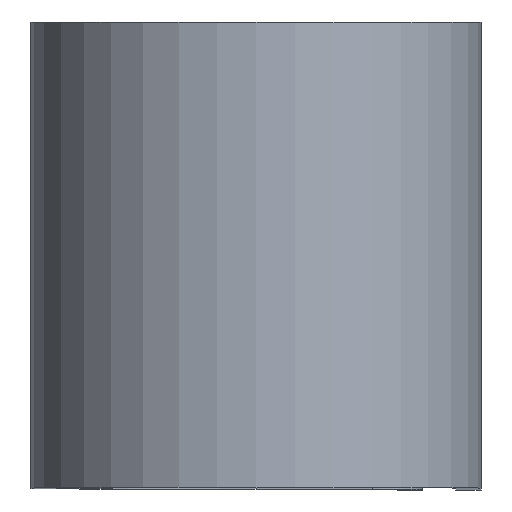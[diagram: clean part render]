
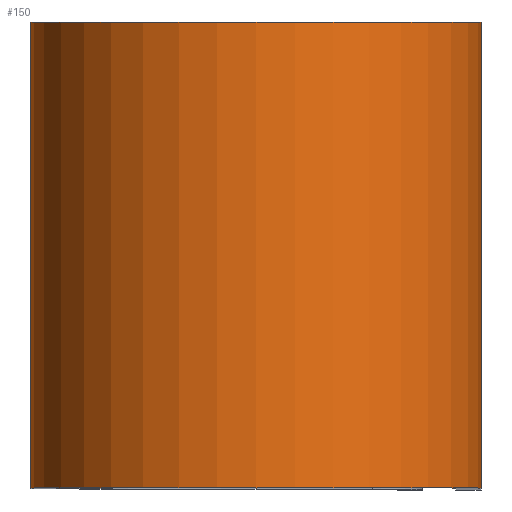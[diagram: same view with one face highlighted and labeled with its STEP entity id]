
A CAD part, top view. The second image highlights one B-rep face of the part: STEP entity #150.
In plain terms, the highlighted cylindrical face has radius 10.744 mm (diameter 21.488 mm), a partial arc.
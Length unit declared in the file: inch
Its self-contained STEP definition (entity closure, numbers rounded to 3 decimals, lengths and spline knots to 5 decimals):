
#95 = VERTEX_POINT ( 'NONE', #432 ) ;
#141 = VECTOR ( 'NONE', #327, 39.37008 ) ;
#150 = ADVANCED_FACE ( 'NONE', ( #385 ), #713, .T. ) ;
#189 = CARTESIAN_POINT ( 'NONE',  ( -0.423, 0.4375, 0.75 ) ) ;
#191 = DIRECTION ( 'NONE',  ( 0., 1., 0. ) ) ;
#204 = DIRECTION ( 'NONE',  ( 0., 1., 0. ) ) ;
#242 = DIRECTION ( 'NONE',  ( 0., 0., -1. ) ) ;
#255 = LINE ( 'NONE', #378, #416 ) ;
#256 = VERTEX_POINT ( 'NONE', #189 ) ;
#270 = EDGE_CURVE ( 'NONE', #616, #95, #850, .T. ) ;
#277 = EDGE_CURVE ( 'NONE', #256, #616, #829, .T. ) ;
#285 = ORIENTED_EDGE ( 'NONE', *, *, #750, .T. ) ;
#327 = DIRECTION ( 'NONE',  ( 0., -1., 0. ) ) ;
#348 = ORIENTED_EDGE ( 'NONE', *, *, #277, .F. ) ;
#358 = ORIENTED_EDGE ( 'NONE', *, *, #425, .T. ) ;
#378 = CARTESIAN_POINT ( 'NONE',  ( -0.423, 0.4375, 0.75 ) ) ;
#385 = FACE_OUTER_BOUND ( 'NONE', #485, .T. ) ;
#387 = VERTEX_POINT ( 'NONE', #601 ) ;
#394 = CIRCLE ( 'NONE', #527, 0.423 ) ;
#416 = VECTOR ( 'NONE', #840, 39.37008 ) ;
#425 = EDGE_CURVE ( 'NONE', #387, #95, #394, .T. ) ;
#432 = CARTESIAN_POINT ( 'NONE',  ( 0.423, -0.4375, 0.75 ) ) ;
#485 = EDGE_LOOP ( 'NONE', ( #358, #801, #348, #285 ) ) ;
#527 = AXIS2_PLACEMENT_3D ( 'NONE', #609, #204, #670 ) ;
#557 = CARTESIAN_POINT ( 'NONE',  ( 0.423, 0.4375, 0.75 ) ) ;
#588 = AXIS2_PLACEMENT_3D ( 'NONE', #842, #646, #242 ) ;
#590 = CARTESIAN_POINT ( 'NONE',  ( 0., 0.4375, 0.75 ) ) ;
#601 = CARTESIAN_POINT ( 'NONE',  ( -0.423, -0.4375, 0.75 ) ) ;
#609 = CARTESIAN_POINT ( 'NONE',  ( 0., -0.4375, 0.75 ) ) ;
#616 = VERTEX_POINT ( 'NONE', #557 ) ;
#646 = DIRECTION ( 'NONE',  ( 0., -1., 0. ) ) ;
#657 = DIRECTION ( 'NONE',  ( 1., 0., 0. ) ) ;
#670 = DIRECTION ( 'NONE',  ( 1., 0., 0. ) ) ;
#713 = CYLINDRICAL_SURFACE ( 'NONE', #588, 0.423 ) ;
#718 = AXIS2_PLACEMENT_3D ( 'NONE', #590, #191, #657 ) ;
#750 = EDGE_CURVE ( 'NONE', #256, #387, #255, .T. ) ;
#786 = CARTESIAN_POINT ( 'NONE',  ( 0.423, 0.4375, 0.75 ) ) ;
#801 = ORIENTED_EDGE ( 'NONE', *, *, #270, .F. ) ;
#829 = CIRCLE ( 'NONE', #718, 0.423 ) ;
#840 = DIRECTION ( 'NONE',  ( 0., -1., 0. ) ) ;
#842 = CARTESIAN_POINT ( 'NONE',  ( 0., 0.4375, 0.75 ) ) ;
#850 = LINE ( 'NONE', #786, #141 ) ;
